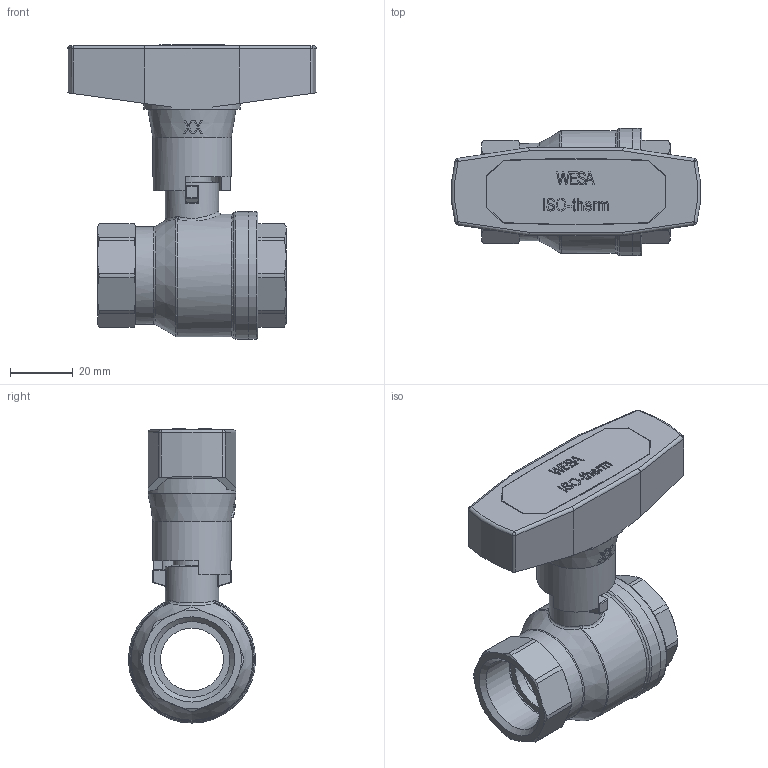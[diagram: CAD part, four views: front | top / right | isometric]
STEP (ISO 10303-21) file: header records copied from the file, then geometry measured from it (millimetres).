
FILE_DESCRIPTION(/* description */ ('Unknown','CAx-IF Rec.Pracs.---Representation and Presentation of Product Manufacturing Information (PMI)---4.0---2014-10-13','CAx-IF Rec.Pracs.---3D Tessellated Geometry---0.4---2014-09-14','2;1'),/* implementation_level */ '2;1');
FILE_NAME(/* name */ '9370-05',/* time_stamp */ '2024-02-19T09:05:55+01:00',/* author */ ('Unknown'),/* organization */ ('Unknown'),/* preprocessor_version */ 'ST-DEVELOPER v18.102',/* originating_system */ 'Solid Edge',/* authorisation */ 'Unknown');
FILE_SCHEMA (('AP242_MANAGED_MODEL_BASED_3D_ENGINEERING_MIM_LF { 1 0 10303 442 1 1 4 }'));
Length unit declared in the file: millimetre
Products named in the file (11): 9370-05; T-Griff 3_8-3_4; Abdeckkappe-3_8-1_1_2; Neu-T-Griff-Al-3_8-3_4-a; Befestigungsschraube-1_2-3_4; 9380__3_4_oa_0; Körper__3_4; Spindel-Zusammanbau__3_4_oa_1; Spindel__3_4; Stopfbuchse__1_2 - 3_4; Einschraubteil__3_4
Assembly tree (10 placements, depth 4):
  9370-05
    T-Griff 3_8-3_4
      Abdeckkappe-3_8-1_1_2
      Neu-T-Griff-Al-3_8-3_4-a
      Befestigungsschraube-1_2-3_4
    9380__3_4_oa_0
      Körper__3_4
      Spindel-Zusammanbau__3_4_oa_1
        Spindel__3_4
      Stopfbuchse__1_2 - 3_4
      Einschraubteil__3_4
Bounding box: 79.22 x 40.5 x 93.65 mm (x, y, z)
Volume: 57410.3 mm3; surface area: 38376.1 mm2
Topology: 7 solids, 7 shells, 784 faces, 2098 edges, 1358 vertices
Faces by surface type: plane 586, cylinder 104, cone 55, bspline 15, sphere 13, torus 11
Full cylindrical faces by diameter (mm): 3.4 x2, 5.4 x4, 8 x1, 9 x2, 9.3 x1, 11 x1, 12 x3, 12.376 x2, 14 x1, 17 x1, 18.1 x1, 19 x1, 20 x2, 24.117 x4, 25 x1, 27 x2, 31 x1, 31.376 x1, 33 x2, 35 x1, 37.2 x1, 39 x1, 40.5 x2
Entity records: 26093 total; most frequent: CARTESIAN_POINT 5162, ORIENTED_EDGE 3994, DIRECTION 3856, EDGE_CURVE 1997, LINE 1514, VECTOR 1514, VERTEX_POINT 1329, AXIS2_PLACEMENT_3D 1171
